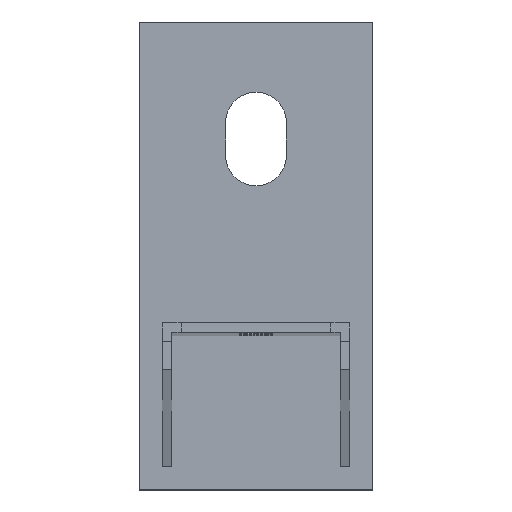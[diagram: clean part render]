
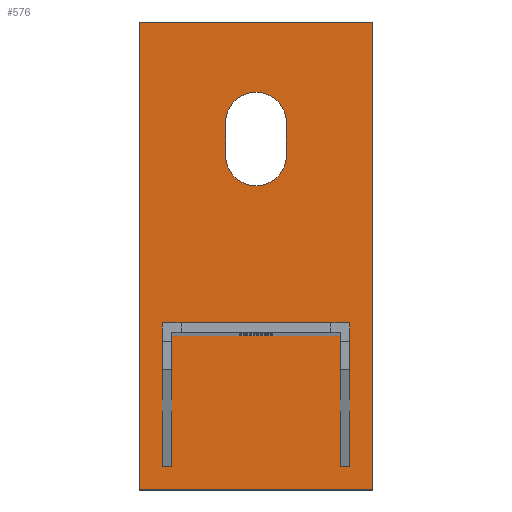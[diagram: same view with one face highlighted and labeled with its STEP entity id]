
A CAD part, top view. The second image highlights one B-rep face of the part: STEP entity #576.
In plain terms, the highlighted planar face has unit normal (0, 0, 1).
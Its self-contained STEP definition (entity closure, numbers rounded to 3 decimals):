
#1 = CARTESIAN_POINT ( 'NONE',  ( -25., -78.5, 8. ) ) ;
#23 = DIRECTION ( 'NONE',  ( 0., 1., 0. ) ) ;
#36 = DIRECTION ( 'NONE',  ( 0., -1., 0. ) ) ;
#42 = CIRCLE ( 'NONE', #273, 6.5 ) ;
#52 = ORIENTED_EDGE ( 'NONE', *, *, #518, .T. ) ;
#111 = VERTEX_POINT ( 'NONE', #341 ) ;
#130 = CARTESIAN_POINT ( 'NONE',  ( 0., 0., 8. ) ) ;
#153 = DIRECTION ( 'NONE',  ( 1., 0., 0. ) ) ;
#244 = VERTEX_POINT ( 'NONE', #1149 ) ;
#273 = AXIS2_PLACEMENT_3D ( 'NONE', #130, #1674, #153 ) ;
#285 = CARTESIAN_POINT ( 'NONE',  ( -25., -78.5, 8. ) ) ;
#307 = LINE ( 'NONE', #1179, #1350 ) ;
#341 = CARTESIAN_POINT ( 'NONE',  ( -25., -78.5, 8. ) ) ;
#373 = VECTOR ( 'NONE', #36, 1000. ) ;
#402 = FACE_BOUND ( 'NONE', #1048, .T. ) ;
#409 = VERTEX_POINT ( 'NONE', #1556 ) ;
#425 = DIRECTION ( 'NONE',  ( -1., 0., 0. ) ) ;
#432 = LINE ( 'NONE', #1029, #672 ) ;
#447 = CARTESIAN_POINT ( 'NONE',  ( -6.5, 0., 8. ) ) ;
#460 = EDGE_CURVE ( 'NONE', #1267, #409, #573, .T. ) ;
#464 = ORIENTED_EDGE ( 'NONE', *, *, #648, .F. ) ;
#468 = CARTESIAN_POINT ( 'NONE',  ( -25., 21.5, 8. ) ) ;
#476 = DIRECTION ( 'NONE',  ( 0., -1., 0. ) ) ;
#488 = VERTEX_POINT ( 'NONE', #1318 ) ;
#518 = EDGE_CURVE ( 'NONE', #409, #1090, #307, .T. ) ;
#543 = DIRECTION ( 'NONE',  ( 1., 0., 0. ) ) ;
#545 = DIRECTION ( 'NONE',  ( 1., 0., 0. ) ) ;
#547 = CARTESIAN_POINT ( 'NONE',  ( 25., 21.5, 8. ) ) ;
#564 = CARTESIAN_POINT ( 'NONE',  ( 0., -7., 8. ) ) ;
#573 = LINE ( 'NONE', #547, #932 ) ;
#576 = ADVANCED_FACE ( 'NONE', ( #1098, #402 ), #1044, .T. ) ;
#603 = ORIENTED_EDGE ( 'NONE', *, *, #902, .F. ) ;
#623 = DIRECTION ( 'NONE',  ( 0., 1., 0. ) ) ;
#648 = EDGE_CURVE ( 'NONE', #488, #1389, #1330, .T. ) ;
#652 = CIRCLE ( 'NONE', #1446, 6.5 ) ;
#672 = VECTOR ( 'NONE', #623, 1000. ) ;
#686 = VERTEX_POINT ( 'NONE', #826 ) ;
#711 = LINE ( 'NONE', #285, #1172 ) ;
#714 = CARTESIAN_POINT ( 'NONE',  ( -25., 21.5, 8. ) ) ;
#743 = EDGE_LOOP ( 'NONE', ( #1367, #1668, #992, #52 ) ) ;
#826 = CARTESIAN_POINT ( 'NONE',  ( 6.5, -7., 8. ) ) ;
#902 = EDGE_CURVE ( 'NONE', #1389, #686, #652, .T. ) ;
#932 = VECTOR ( 'NONE', #23, 1000. ) ;
#992 = ORIENTED_EDGE ( 'NONE', *, *, #460, .T. ) ;
#1017 = LINE ( 'NONE', #468, #1219 ) ;
#1029 = CARTESIAN_POINT ( 'NONE',  ( 6.5, 0., 8. ) ) ;
#1044 = PLANE ( 'NONE',  #1564 ) ;
#1048 = EDGE_LOOP ( 'NONE', ( #464, #1544, #1070, #603 ) ) ;
#1070 = ORIENTED_EDGE ( 'NONE', *, *, #1393, .F. ) ;
#1090 = VERTEX_POINT ( 'NONE', #714 ) ;
#1098 = FACE_OUTER_BOUND ( 'NONE', #743, .T. ) ;
#1149 = CARTESIAN_POINT ( 'NONE',  ( 6.5, 0., 8. ) ) ;
#1170 = DIRECTION ( 'NONE',  ( 1., 0., 0. ) ) ;
#1172 = VECTOR ( 'NONE', #1170, 1000. ) ;
#1179 = CARTESIAN_POINT ( 'NONE',  ( -25., 21.5, 8. ) ) ;
#1219 = VECTOR ( 'NONE', #476, 1000. ) ;
#1267 = VERTEX_POINT ( 'NONE', #1520 ) ;
#1276 = EDGE_CURVE ( 'NONE', #1090, #111, #1017, .T. ) ;
#1315 = DIRECTION ( 'NONE',  ( 0., 0., 1. ) ) ;
#1318 = CARTESIAN_POINT ( 'NONE',  ( -6.5, 0., 8. ) ) ;
#1330 = LINE ( 'NONE', #447, #373 ) ;
#1350 = VECTOR ( 'NONE', #425, 1000. ) ;
#1367 = ORIENTED_EDGE ( 'NONE', *, *, #1276, .T. ) ;
#1389 = VERTEX_POINT ( 'NONE', #1660 ) ;
#1393 = EDGE_CURVE ( 'NONE', #686, #244, #432, .T. ) ;
#1404 = EDGE_CURVE ( 'NONE', #244, #488, #42, .T. ) ;
#1446 = AXIS2_PLACEMENT_3D ( 'NONE', #564, #1315, #545 ) ;
#1452 = DIRECTION ( 'NONE',  ( 0., 0., 1. ) ) ;
#1456 = EDGE_CURVE ( 'NONE', #111, #1267, #711, .T. ) ;
#1520 = CARTESIAN_POINT ( 'NONE',  ( 25., -78.5, 8. ) ) ;
#1544 = ORIENTED_EDGE ( 'NONE', *, *, #1404, .F. ) ;
#1556 = CARTESIAN_POINT ( 'NONE',  ( 25., 21.5, 8. ) ) ;
#1564 = AXIS2_PLACEMENT_3D ( 'NONE', #1, #1452, #543 ) ;
#1660 = CARTESIAN_POINT ( 'NONE',  ( -6.5, -7., 8. ) ) ;
#1668 = ORIENTED_EDGE ( 'NONE', *, *, #1456, .T. ) ;
#1674 = DIRECTION ( 'NONE',  ( 0., 0., 1. ) ) ;
